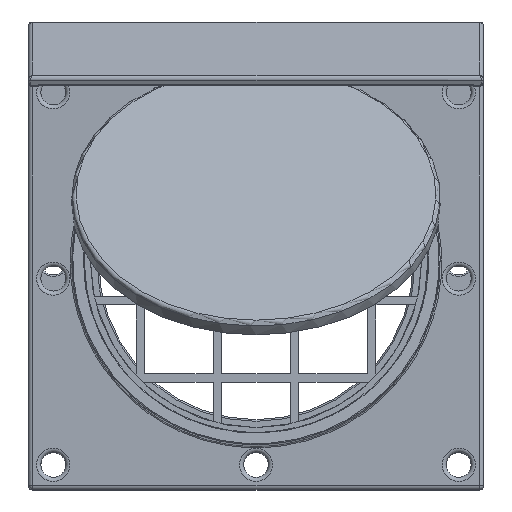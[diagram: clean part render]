
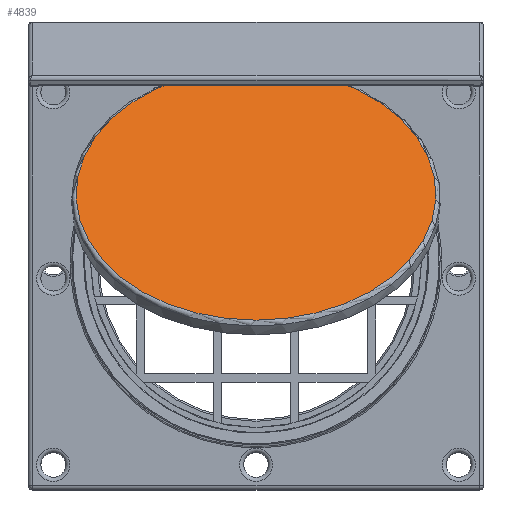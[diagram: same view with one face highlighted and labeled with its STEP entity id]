
A CAD part, top view. The second image highlights one B-rep face of the part: STEP entity #4839.
In plain terms, the highlighted face is planar.
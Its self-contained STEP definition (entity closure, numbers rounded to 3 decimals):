
#251=PLANE('',#5275);
#536=FACE_OUTER_BOUND('',#842,.T.);
#842=EDGE_LOOP('',(#4255,#4256,#4257,#4258,#4259,#4260));
#1307=LINE('',#8709,#1771);
#1308=LINE('',#8712,#1772);
#1310=LINE('',#8718,#1774);
#1311=LINE('',#8722,#1775);
#1312=LINE('',#8723,#1776);
#1771=VECTOR('',#6456,10.);
#1772=VECTOR('',#6459,10.);
#1774=VECTOR('',#6465,10.);
#1775=VECTOR('',#6468,10.);
#1776=VECTOR('',#6469,10.);
#1984=CIRCLE('',#5276,43.5);
#2376=VERTEX_POINT('',#8693);
#2379=VERTEX_POINT('',#8698);
#2380=VERTEX_POINT('',#8711);
#2382=VERTEX_POINT('',#8717);
#2383=VERTEX_POINT('',#8719);
#2384=VERTEX_POINT('',#8721);
#3010=EDGE_CURVE('',#2379,#2376,#1307,.T.);
#3011=EDGE_CURVE('',#2376,#2380,#1308,.T.);
#3014=EDGE_CURVE('',#2382,#2379,#1310,.T.);
#3015=EDGE_CURVE('',#2383,#2382,#1984,.T.);
#3016=EDGE_CURVE('',#2384,#2383,#1311,.T.);
#3017=EDGE_CURVE('',#2380,#2384,#1312,.T.);
#4255=ORIENTED_EDGE('',*,*,#3010,.F.);
#4256=ORIENTED_EDGE('',*,*,#3014,.F.);
#4257=ORIENTED_EDGE('',*,*,#3015,.F.);
#4258=ORIENTED_EDGE('',*,*,#3016,.F.);
#4259=ORIENTED_EDGE('',*,*,#3017,.F.);
#4260=ORIENTED_EDGE('',*,*,#3011,.F.);
#4839=ADVANCED_FACE('',(#536),#251,.T.);
#5275=AXIS2_PLACEMENT_3D('',#8716,#6463,#6464);
#5276=AXIS2_PLACEMENT_3D('',#8720,#6466,#6467);
#6456=DIRECTION('',(0.,1.,0.));
#6459=DIRECTION('',(1.,0.,0.));
#6463=DIRECTION('center_axis',(0.,0.,1.));
#6464=DIRECTION('ref_axis',(1.,0.,0.));
#6465=DIRECTION('',(0.,1.,0.));
#6466=DIRECTION('center_axis',(0.,0.,-1.));
#6467=DIRECTION('ref_axis',(0.,-1.,0.));
#6468=DIRECTION('',(0.,-1.,0.));
#6469=DIRECTION('',(0.,-1.,0.));
#8693=CARTESIAN_POINT('',(-17.75,52.,4.));
#8698=CARTESIAN_POINT('',(-17.75,51.5,4.));
#8709=CARTESIAN_POINT('',(-17.75,28.625,4.));
#8711=CARTESIAN_POINT('',(17.75,52.,4.));
#8712=CARTESIAN_POINT('',(9.375,52.,4.));
#8716=CARTESIAN_POINT('Origin',(0.,4.25,4.));
#8717=CARTESIAN_POINT('',(-17.75,39.714,4.));
#8718=CARTESIAN_POINT('',(-17.75,28.625,4.));
#8719=CARTESIAN_POINT('',(17.75,39.714,4.));
#8720=CARTESIAN_POINT('Origin',(0.,0.,4.));
#8721=CARTESIAN_POINT('',(17.75,51.5,4.));
#8722=CARTESIAN_POINT('',(17.75,22.304,4.));
#8723=CARTESIAN_POINT('',(17.75,22.304,4.));
